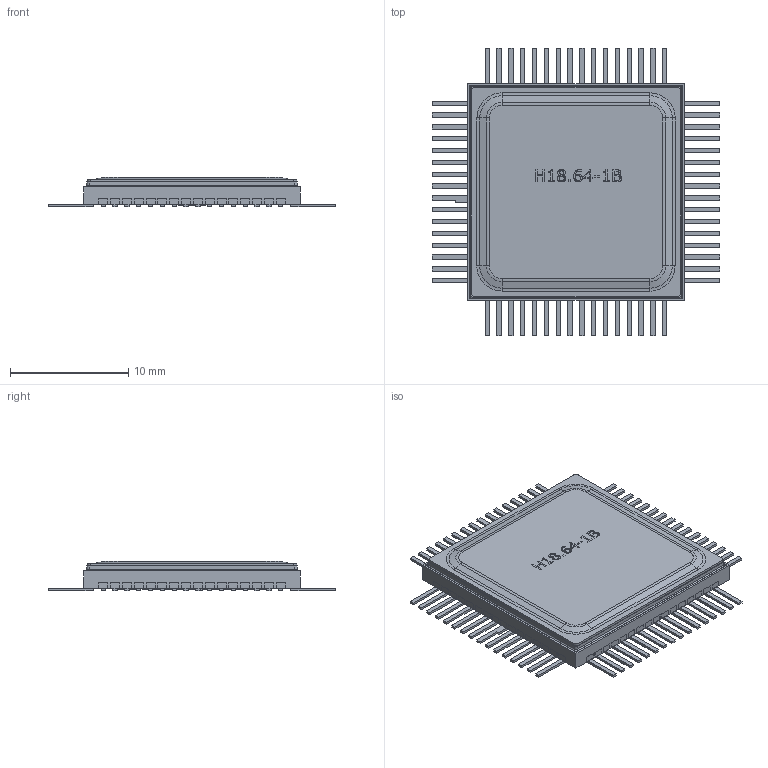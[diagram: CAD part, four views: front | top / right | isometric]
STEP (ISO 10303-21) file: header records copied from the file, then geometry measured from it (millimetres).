
FILE_DESCRIPTION(('STEP AP214'), '1');
FILE_NAME('H18_64-1B.stp', '2020-04-15T20:57:11', ('pcbdesigner.ru'), ('www.pcbdesigner.ru'), 'ASCON STEP Converter 1.3', 'ASCON Math Kernel', '');
FILE_SCHEMA(('AUTOMOTIVE_DESIGN { 1 0 10303 214 3 1 1}'));
Length unit declared in the file: millimetre
Products named in the file (7): 12; 13; 14; 15; 16; 17; 18
Assembly tree (68 placements, depth 2):
  12
    13
    14
    15
    16
    17
    18  x63
Bounding box: 24.3 x 24.3 x 2.51 mm (x, y, z)
Volume: 459.4 mm3; surface area: 2065.5 mm2
Topology: 92 solids, 92 shells, 1720 faces, 4531 edges, 3000 vertices
Faces by surface type: plane 1429, cylinder 210, bspline 53, torus 20, cone 8
Entity records: 39697 total; most frequent: CARTESIAN_POINT 9456, ORIENTED_EDGE 4598, DIRECTION 4298, EDGE_CURVE 2299, LINE 1694, VECTOR 1694, VERTEX_POINT 1512, AXIS2_PLACEMENT_3D 1302
